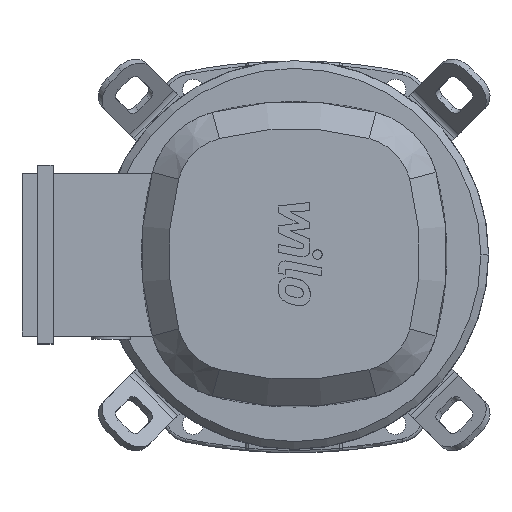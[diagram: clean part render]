
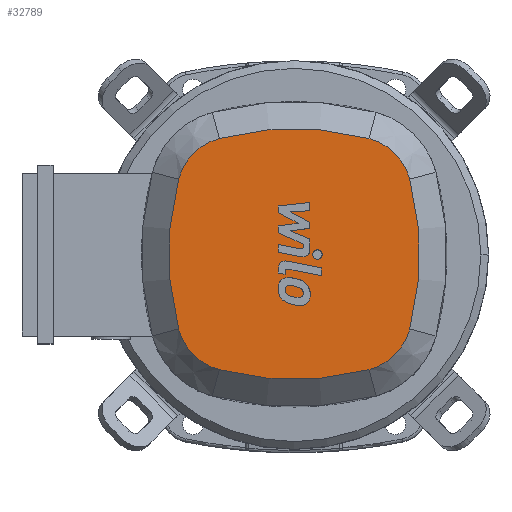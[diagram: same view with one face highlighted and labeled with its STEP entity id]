
A CAD part, top view. The second image highlights one B-rep face of the part: STEP entity #32789.
In plain terms, the highlighted planar face has unit normal (0, 0, 1).
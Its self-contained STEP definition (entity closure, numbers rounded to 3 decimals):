
#32424=CARTESIAN_POINT('',(-74.33,-48.107,1049.0));
#32425=VERTEX_POINT('',#32424);
#32443=CARTESIAN_POINT('',(-48.107,-74.33,1049.0));
#32444=VERTEX_POINT('',#32443);
#32451=CARTESIAN_POINT('',(-38.537,-38.537,1049.0));
#32452=DIRECTION('',(0.0,0.0,-1.0));
#32453=DIRECTION('',(0.0,-1.0,0.0));
#32454=AXIS2_PLACEMENT_3D('',#32451,#32452,#32453);
#32455=CIRCLE('',#32454,37.05);
#32456=EDGE_CURVE('',#32444,#32425,#32455,.T.);
#32466=CARTESIAN_POINT('',(-74.33,48.107,1049.0));
#32467=VERTEX_POINT('',#32466);
#32484=CARTESIAN_POINT('',(105.605,0.,1049.0));
#32485=DIRECTION('',(0.0,0.0,-1.0));
#32486=DIRECTION('',(-0.966,0.258,0.0));
#32487=AXIS2_PLACEMENT_3D('',#32484,#32485,#32486);
#32488=CIRCLE('',#32487,186.255);
#32489=EDGE_CURVE('',#32425,#32467,#32488,.T.);
#32501=CARTESIAN_POINT('',(48.107,-74.33,1049.0));
#32502=VERTEX_POINT('',#32501);
#32509=CARTESIAN_POINT('',(0.,105.605,1049.0));
#32510=DIRECTION('',(0.0,0.0,-1.));
#32511=DIRECTION('',(-0.258,-0.966,0.0));
#32512=AXIS2_PLACEMENT_3D('',#32509,#32510,#32511);
#32513=CIRCLE('',#32512,186.255);
#32514=EDGE_CURVE('',#32502,#32444,#32513,.T.);
#32532=CARTESIAN_POINT('',(-48.107,74.33,1049.0));
#32533=VERTEX_POINT('',#32532);
#32550=CARTESIAN_POINT('',(-38.537,38.537,1049.0));
#32551=DIRECTION('',(0.0,0.0,-1.0));
#32552=DIRECTION('',(-1.0,0.0,0.0));
#32553=AXIS2_PLACEMENT_3D('',#32550,#32551,#32552);
#32554=CIRCLE('',#32553,37.05);
#32555=EDGE_CURVE('',#32467,#32533,#32554,.T.);
#32567=CARTESIAN_POINT('',(74.33,-48.107,1049.0));
#32568=VERTEX_POINT('',#32567);
#32575=CARTESIAN_POINT('',(38.537,-38.537,1049.0));
#32576=DIRECTION('',(0.0,0.0,-1.0));
#32577=DIRECTION('',(1.0,0.0,0.0));
#32578=AXIS2_PLACEMENT_3D('',#32575,#32576,#32577);
#32579=CIRCLE('',#32578,37.05);
#32580=EDGE_CURVE('',#32568,#32502,#32579,.T.);
#32598=CARTESIAN_POINT('',(48.107,74.33,1049.0));
#32599=VERTEX_POINT('',#32598);
#32616=CARTESIAN_POINT('',(0.,-105.605,1049.0));
#32617=DIRECTION('',(0.0,0.0,-1.0));
#32618=DIRECTION('',(0.258,0.966,0.0));
#32619=AXIS2_PLACEMENT_3D('',#32616,#32617,#32618);
#32620=CIRCLE('',#32619,186.255);
#32621=EDGE_CURVE('',#32533,#32599,#32620,.T.);
#32633=CARTESIAN_POINT('',(74.33,48.107,1049.0));
#32634=VERTEX_POINT('',#32633);
#32641=CARTESIAN_POINT('',(-105.605,0.,1049.0));
#32642=DIRECTION('',(0.0,0.0,-1.));
#32643=DIRECTION('',(0.966,-0.258,0.0));
#32644=AXIS2_PLACEMENT_3D('',#32641,#32642,#32643);
#32645=CIRCLE('',#32644,186.255);
#32646=EDGE_CURVE('',#32634,#32568,#32645,.T.);
#32665=CARTESIAN_POINT('',(38.537,38.537,1049.0));
#32666=DIRECTION('',(0.0,0.0,-1.0));
#32667=DIRECTION('',(0.0,1.0,0.0));
#32668=AXIS2_PLACEMENT_3D('',#32665,#32666,#32667);
#32669=CIRCLE('',#32668,37.05);
#32670=EDGE_CURVE('',#32599,#32634,#32669,.T.);
#32774=CARTESIAN_POINT('',(84.749,0.,1049.0));
#32775=DIRECTION('',(0.0,0.0,1.0));
#32776=DIRECTION('',(-1.0,0.0,0.0));
#32777=AXIS2_PLACEMENT_3D('',#32774,#32775,#32776);
#32778=PLANE('',#32777);
#32779=ORIENTED_EDGE('',*,*,#32456,.F.);
#32780=ORIENTED_EDGE('',*,*,#32514,.F.);
#32781=ORIENTED_EDGE('',*,*,#32580,.F.);
#32782=ORIENTED_EDGE('',*,*,#32646,.F.);
#32783=ORIENTED_EDGE('',*,*,#32670,.F.);
#32784=ORIENTED_EDGE('',*,*,#32621,.F.);
#32785=ORIENTED_EDGE('',*,*,#32555,.F.);
#32786=ORIENTED_EDGE('',*,*,#32489,.F.);
#32787=EDGE_LOOP('',(#32779,#32780,#32781,#32782,#32783,#32784,#32785,#32786));
#32788=FACE_OUTER_BOUND('',#32787,.T.);
#32789=ADVANCED_FACE('',(#32788),#32778,.T.);
